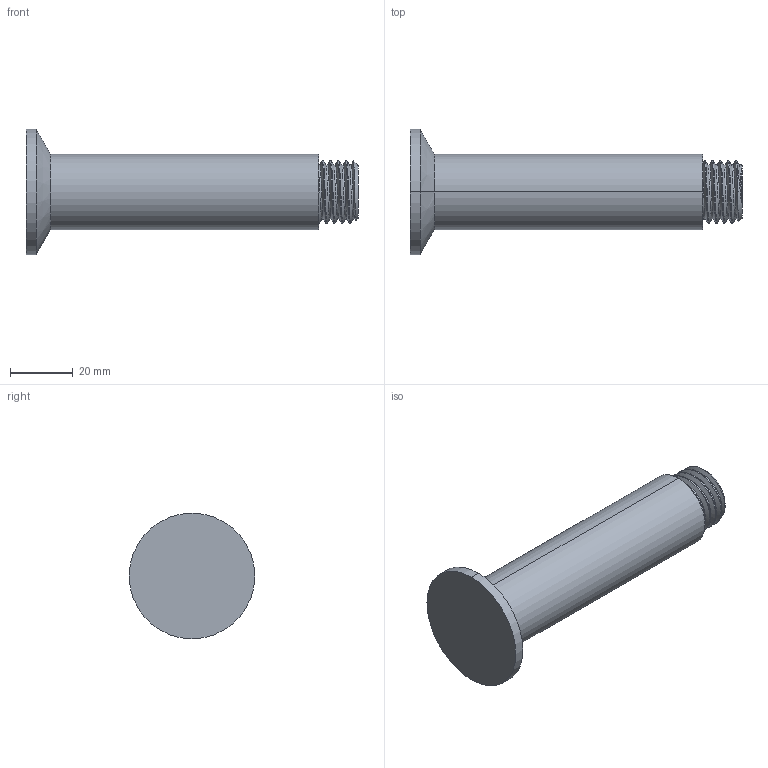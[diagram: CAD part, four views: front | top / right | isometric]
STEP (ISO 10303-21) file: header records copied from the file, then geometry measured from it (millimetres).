
FILE_DESCRIPTION (( 'STEP AP214' ), '1' );
FILE_NAME ('i3_Lowceiling_filament_holder[bar].STEP', '2025-01-12T21:42:34', ( '' ), ( '' ), 'SwSTEP 2.0', 'SolidWorks 2024', '' );
FILE_SCHEMA (( 'AUTOMOTIVE_DESIGN' ));
Length unit declared in the file: millimetre
Products named in the file (1): i3_Lowceiling_filament_holder[bar]
Bounding box: 105.7 x 40 x 40 mm (x, y, z)
Volume: 49773.7 mm3; surface area: 10603.9 mm2
Topology: 1 solids, 1 shells, 25 faces, 62 edges, 40 vertices
Faces by surface type: cylinder 14, cone 5, plane 3, bspline 3
Entity records: 2009 total; most frequent: CARTESIAN_POINT 1481, ORIENTED_EDGE 124, DIRECTION 84, EDGE_CURVE 62, VERTEX_POINT 40, AXIS2_PLACEMENT_3D 33, EDGE_LOOP 26, ADVANCED_FACE 25
